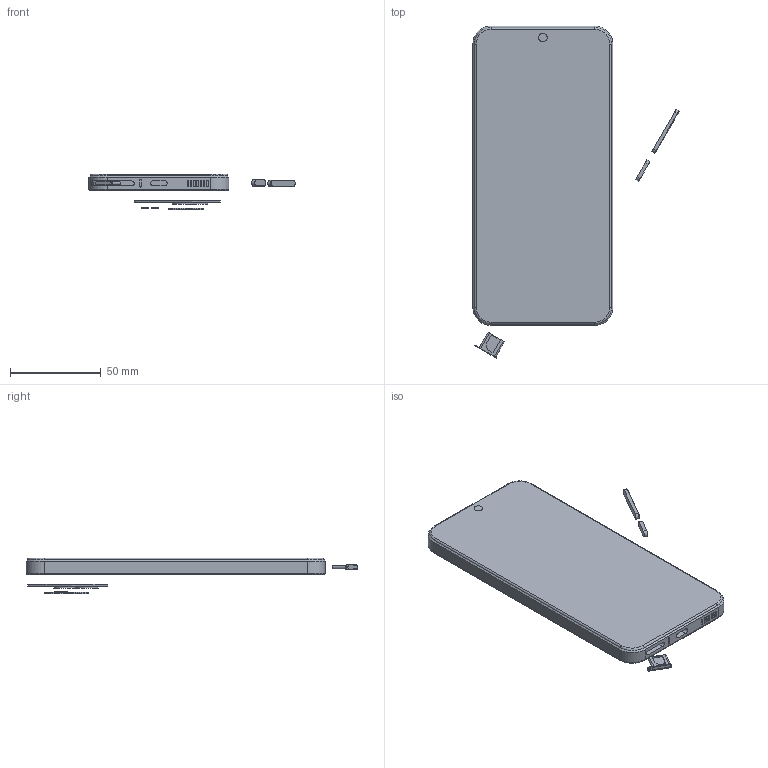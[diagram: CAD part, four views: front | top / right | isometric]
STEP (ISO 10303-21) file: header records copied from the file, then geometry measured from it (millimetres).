
FILE_DESCRIPTION (( 'STEP AP214' ), '1' );
FILE_NAME ('phone3D.STEP', '2025-01-15T09:27:03', ( '' ), ( '' ), 'SwSTEP 2.0', 'SolidWorks 2024', '' );
FILE_SCHEMA (( 'AUTOMOTIVE_DESIGN' ));
Length unit declared in the file: millimetre
Products named in the file (10): 前摄像; 按键2; 后大摄像头; 按键1; phone3D; 零件5; 卡槽; 后摄2白; 后小摄像头; 零件1
Assembly tree (10 placements, depth 2):
  phone3D
    零件5
    零件1
    按键1
    按键2
    后小摄像头
    后大摄像头  x2
    前摄像
    卡槽
    后摄2白
Bounding box: 113.44 x 182.61 x 19.74 mm (x, y, z)
Volume: 116299.9 mm3; surface area: 34398 mm2
Topology: 10 solids, 10 shells, 220 faces, 485 edges, 310 vertices
Faces by surface type: plane 110, cylinder 90, cone 16, torus 4
Entity records: 6310 total; most frequent: DIRECTION 1133, CARTESIAN_POINT 1014, ORIENTED_EDGE 958, EDGE_CURVE 479, AXIS2_PLACEMENT_3D 425, VERTEX_POINT 306, VECTOR 283, LINE 283
